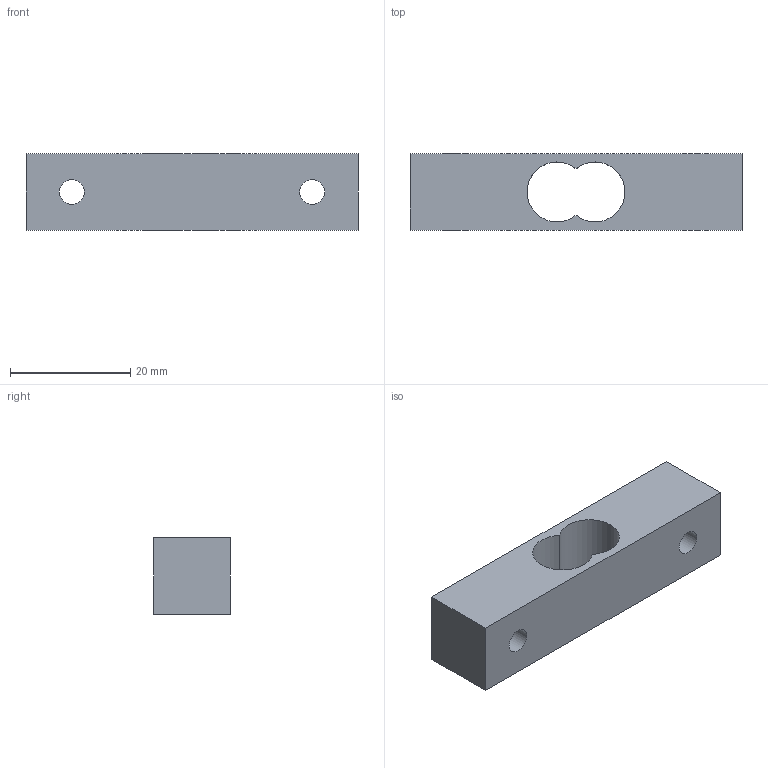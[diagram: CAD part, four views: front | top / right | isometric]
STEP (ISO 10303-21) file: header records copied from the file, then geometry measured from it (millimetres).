
FILE_DESCRIPTION(/* description */ ('Alibre Inc.'),/* implementation_level */ '2;1');
FILE_NAME(/* name */ 'export0',/* time_stamp */ '2013-08-01T13:02:37-06:00',/* author */ (''),/* organization */ (''),/* preprocessor_version */ 'ST-DEVELOPER v14',/* originating_system */ 'Alibre',/* authorisation */ '');
FILE_SCHEMA (('ALIBRE_SCHEMA','CONFIG_CONTROL_DESIGN'));
Length unit declared in the file: centimetre
Products named in the file (1): ID_1
Bounding box: 55.25 x 12.7 x 12.7 mm (x, y, z)
Volume: 6835.6 mm3; surface area: 3703.3 mm2
Topology: 1 solids, 1 shells, 10 faces, 24 edges, 16 vertices
Faces by surface type: plane 6, cylinder 4
Full cylindrical faces by diameter (mm): 4.134 x2
Entity records: 1099 total; most frequent: CARTESIAN_POINT 155, DIRECTION 83, CONSTRAINTPAIRUV 66, REFERENCEDEPENDENTUV 60, VECTOR 46, ORIENTED_EDGE 44, REFERENCEPOINTUV 37, INTEGERVALUEPAIR 33
